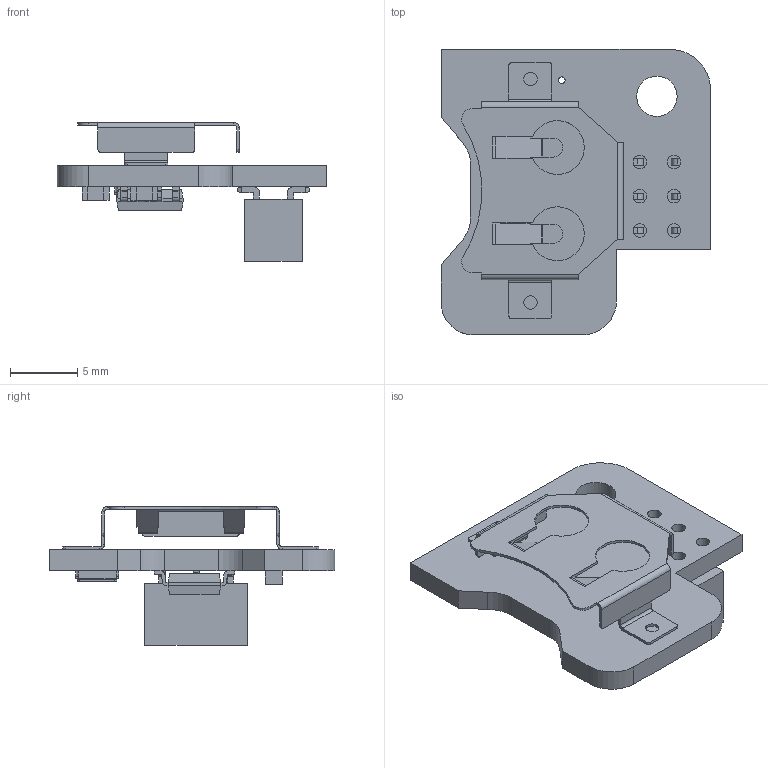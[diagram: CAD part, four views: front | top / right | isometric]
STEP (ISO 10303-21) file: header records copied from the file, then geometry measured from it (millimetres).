
FILE_DESCRIPTION(/* description */ (''),/* implementation_level */ '2;1');
FILE_NAME(/* name */ 'PCB Component.step',/* time_stamp */ '2023-06-30T14:05:48-04:00',/* author */ (''),/* organization */ (''),/* preprocessor_version */ 'ST-DEVELOPER v19.2',/* originating_system */ 'Autodesk Translation Framework v12.6.0.85',/* authorisation */ '');
FILE_SCHEMA (('AUTOMOTIVE_DESIGN { 1 0 10303 214 3 1 1 }'));
Length unit declared in the file: millimetre
Products named in the file (7): PCB Component; Board; 1K; CR1220; RTC_PCF8523/T; RASPBERRYPI_2X3; 32.768
Assembly tree (7 placements, depth 2):
  PCB Component
    Board
    1K  x2
    CR1220
    RTC_PCF8523/T
    RASPBERRYPI_2X3
    32.768
Bounding box: 19.99 x 21.21 x 10.31 mm (x, y, z)
Volume: 763 mm3; surface area: 1620.4 mm2
Topology: 13 solids, 13 shells, 494 faces, 1245 edges, 781 vertices
Faces by surface type: plane 378, cylinder 112, cone 4
Full cylindrical faces by diameter (mm): 0.4 x1, 0.5 x2, 1 x8, 3 x1
Entity records: 14701 total; most frequent: CARTESIAN_POINT 2460, DIRECTION 2426, ORIENTED_EDGE 2418, EDGE_CURVE 1209, LINE 980, VECTOR 980, VERTEX_POINT 757, AXIS2_PLACEMENT_3D 723
